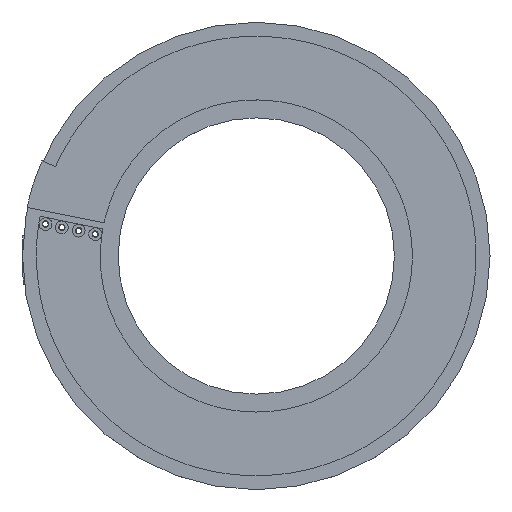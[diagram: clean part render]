
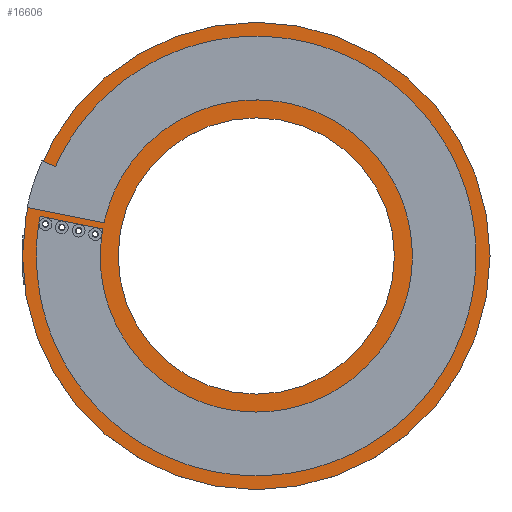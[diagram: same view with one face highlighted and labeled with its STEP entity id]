
A CAD part, top view. The second image highlights one B-rep face of the part: STEP entity #16606.
In plain terms, the highlighted planar face has unit normal (0, 0, 1).
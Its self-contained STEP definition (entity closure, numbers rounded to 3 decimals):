
#16516 = VERTEX_POINT('',#16517);
#16517 = CARTESIAN_POINT('',(11.,0.,0.6));
#16523 = EDGE_CURVE('',#16516,#16516,#16524,.T.);
#16524 = CIRCLE('',#16525,11.);
#16525 = AXIS2_PLACEMENT_3D('',#16526,#16527,#16528);
#16526 = CARTESIAN_POINT('',(0.,0.,0.6));
#16527 = DIRECTION('',(0.,0.,1.));
#16528 = DIRECTION('',(1.,0.,-0.));
#16606 = ADVANCED_FACE('',(#16607,#16610,#16621,#16632,#16643,#16654),
  #16665,.T.);
#16607 = FACE_BOUND('',#16608,.T.);
#16608 = EDGE_LOOP('',(#16609));
#16609 = ORIENTED_EDGE('',*,*,#16523,.T.);
#16610 = FACE_BOUND('',#16611,.T.);
#16611 = EDGE_LOOP('',(#16612));
#16612 = ORIENTED_EDGE('',*,*,#16613,.T.);
#16613 = EDGE_CURVE('',#16614,#16614,#16616,.T.);
#16614 = VERTEX_POINT('',#16615);
#16615 = CARTESIAN_POINT('',(-9.92,1.35,0.6));
#16616 = CIRCLE('',#16617,0.15);
#16617 = AXIS2_PLACEMENT_3D('',#16618,#16619,#16620);
#16618 = CARTESIAN_POINT('',(-9.92,1.5,0.6));
#16619 = DIRECTION('',(-0.,0.,-1.));
#16620 = DIRECTION('',(-0.,-1.,0.));
#16621 = FACE_BOUND('',#16622,.T.);
#16622 = EDGE_LOOP('',(#16623));
#16623 = ORIENTED_EDGE('',*,*,#16624,.T.);
#16624 = EDGE_CURVE('',#16625,#16625,#16627,.T.);
#16625 = VERTEX_POINT('',#16626);
#16626 = CARTESIAN_POINT('',(-9.15,1.2,0.6));
#16627 = CIRCLE('',#16628,0.15);
#16628 = AXIS2_PLACEMENT_3D('',#16629,#16630,#16631);
#16629 = CARTESIAN_POINT('',(-9.15,1.35,0.6));
#16630 = DIRECTION('',(-0.,0.,-1.));
#16631 = DIRECTION('',(-0.,-1.,0.));
#16632 = FACE_BOUND('',#16633,.T.);
#16633 = EDGE_LOOP('',(#16634));
#16634 = ORIENTED_EDGE('',*,*,#16635,.T.);
#16635 = EDGE_CURVE('',#16636,#16636,#16638,.T.);
#16636 = VERTEX_POINT('',#16637);
#16637 = CARTESIAN_POINT('',(-8.36,1.04,0.6));
#16638 = CIRCLE('',#16639,0.15);
#16639 = AXIS2_PLACEMENT_3D('',#16640,#16641,#16642);
#16640 = CARTESIAN_POINT('',(-8.36,1.19,0.6));
#16641 = DIRECTION('',(-0.,0.,-1.));
#16642 = DIRECTION('',(-0.,-1.,0.));
#16643 = FACE_BOUND('',#16644,.T.);
#16644 = EDGE_LOOP('',(#16645));
#16645 = ORIENTED_EDGE('',*,*,#16646,.T.);
#16646 = EDGE_CURVE('',#16647,#16647,#16649,.T.);
#16647 = VERTEX_POINT('',#16648);
#16648 = CARTESIAN_POINT('',(-7.58,0.88,0.6));
#16649 = CIRCLE('',#16650,0.15);
#16650 = AXIS2_PLACEMENT_3D('',#16651,#16652,#16653);
#16651 = CARTESIAN_POINT('',(-7.58,1.03,0.6));
#16652 = DIRECTION('',(-0.,0.,-1.));
#16653 = DIRECTION('',(-0.,-1.,0.));
#16654 = FACE_BOUND('',#16655,.T.);
#16655 = EDGE_LOOP('',(#16656));
#16656 = ORIENTED_EDGE('',*,*,#16657,.F.);
#16657 = EDGE_CURVE('',#16658,#16658,#16660,.T.);
#16658 = VERTEX_POINT('',#16659);
#16659 = CARTESIAN_POINT('',(6.5,0.,0.6));
#16660 = CIRCLE('',#16661,6.5);
#16661 = AXIS2_PLACEMENT_3D('',#16662,#16663,#16664);
#16662 = CARTESIAN_POINT('',(0.,0.,0.6));
#16663 = DIRECTION('',(0.,0.,1.));
#16664 = DIRECTION('',(1.,0.,-0.));
#16665 = PLANE('',#16666);
#16666 = AXIS2_PLACEMENT_3D('',#16667,#16668,#16669);
#16667 = CARTESIAN_POINT('',(0.,0.,0.6));
#16668 = DIRECTION('',(0.,0.,1.));
#16669 = DIRECTION('',(1.,0.,-0.));
